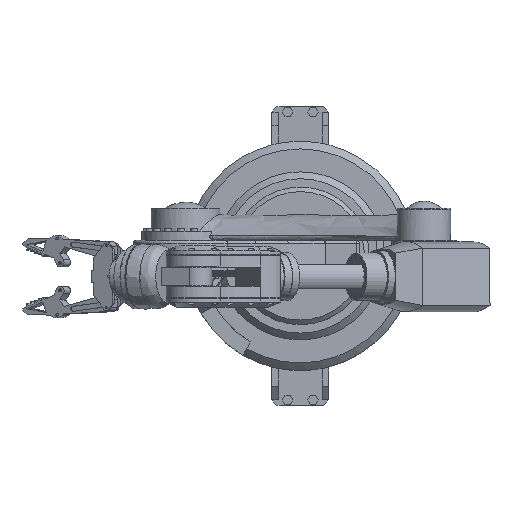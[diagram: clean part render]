
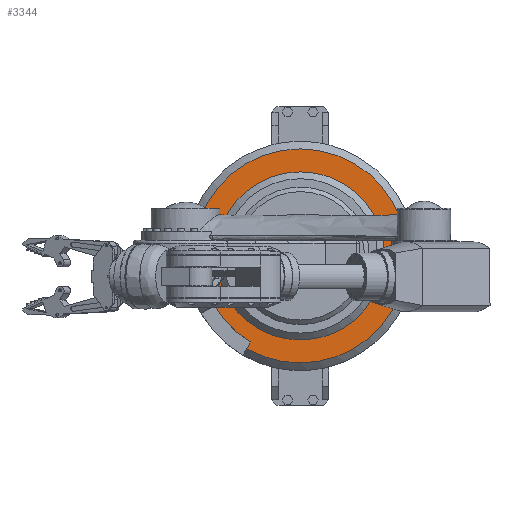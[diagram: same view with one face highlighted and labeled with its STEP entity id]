
A CAD part, top view. The second image highlights one B-rep face of the part: STEP entity #3344.
In plain terms, the highlighted planar face has unit normal (0, 0, 1).
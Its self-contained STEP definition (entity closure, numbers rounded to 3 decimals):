
#3344=ADVANCED_FACE('',(#5584,#5585),#4046,.T.);
#4046=PLANE('',#16538);
#4736=CIRCLE('',#16535,110.);
#4737=CIRCLE('',#16536,140.);
#4738=CIRCLE('',#16537,130.);
#5584=FACE_BOUND('',#6658,.T.);
#5585=FACE_BOUND('',#6659,.T.);
#6658=EDGE_LOOP('',(#9104));
#6659=EDGE_LOOP('',(#9105,#9106,#9107,#9108));
#9104=ORIENTED_EDGE('',*,*,#13017,.T.);
#9105=ORIENTED_EDGE('',*,*,#13018,.T.);
#9106=ORIENTED_EDGE('',*,*,#13019,.F.);
#9107=ORIENTED_EDGE('',*,*,#13020,.T.);
#9108=ORIENTED_EDGE('',*,*,#13021,.T.);
#11513=VERTEX_POINT('',#24565);
#11514=VERTEX_POINT('',#24567);
#11515=VERTEX_POINT('',#24568);
#11516=VERTEX_POINT('',#24570);
#11517=VERTEX_POINT('',#24572);
#13017=EDGE_CURVE('',#11513,#11513,#4736,.T.);
#13018=EDGE_CURVE('',#11514,#11515,#14321,.T.);
#13019=EDGE_CURVE('',#11516,#11515,#4737,.T.);
#13020=EDGE_CURVE('',#11516,#11517,#14322,.T.);
#13021=EDGE_CURVE('',#11517,#11514,#4738,.T.);
#14321=LINE('',#24566,#15218);
#14322=LINE('',#24571,#15219);
#15218=VECTOR('',#19581,1.);
#15219=VECTOR('',#19584,1.);
#16535=AXIS2_PLACEMENT_3D('',#24564,#19579,#19580);
#16536=AXIS2_PLACEMENT_3D('',#24569,#19582,#19583);
#16537=AXIS2_PLACEMENT_3D('',#24573,#19585,#19586);
#16538=AXIS2_PLACEMENT_3D('',#24574,#19587,#19588);
#19579=DIRECTION('',(0.,0.,-1.));
#19580=DIRECTION('',(-1.,0.,0.));
#19581=DIRECTION('',(-0.5,-0.866,0.));
#19582=DIRECTION('',(0.,0.,-1.));
#19583=DIRECTION('',(1.,0.,0.));
#19584=DIRECTION('',(0.866,0.5,0.));
#19585=DIRECTION('',(0.,0.,1.));
#19586=DIRECTION('',(-1.,0.,0.));
#19587=DIRECTION('',(0.,0.,1.));
#19588=DIRECTION('',(-1.,0.,0.));
#24564=CARTESIAN_POINT('',(0.,0.,75.));
#24565=CARTESIAN_POINT('',(-110.,0.,75.));
#24566=CARTESIAN_POINT('',(-32.5,-56.292,75.));
#24567=CARTESIAN_POINT('',(-65.,-112.583,75.));
#24568=CARTESIAN_POINT('',(-70.,-121.244,75.));
#24569=CARTESIAN_POINT('',(0.,0.,75.));
#24570=CARTESIAN_POINT('',(-121.244,-70.,75.));
#24571=CARTESIAN_POINT('',(-64.952,-37.5,75.));
#24572=CARTESIAN_POINT('',(-112.583,-65.,75.));
#24573=CARTESIAN_POINT('',(0.,0.,75.));
#24574=CARTESIAN_POINT('',(0.,0.,75.));
